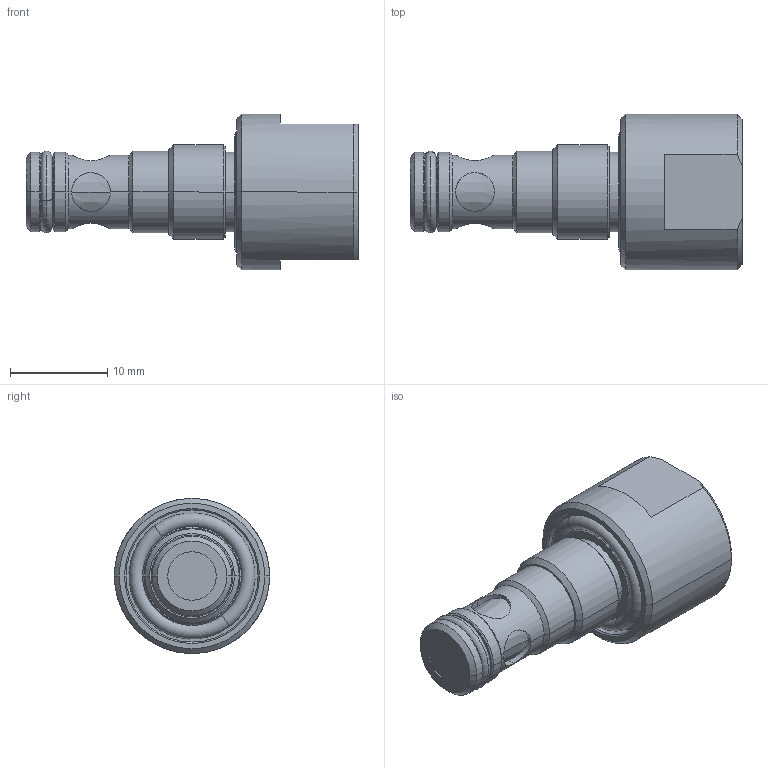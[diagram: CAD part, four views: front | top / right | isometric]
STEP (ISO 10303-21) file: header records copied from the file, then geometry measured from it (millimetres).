
FILE_DESCRIPTION(('STEP AP242'),'1');
FILE_NAME('coval_cvp90x12.stp','2020-06-01T20:07:04',('TraceParts'),('TraceParts S.A.'),'Spatial InterOp 3D',' ',' ');
FILE_SCHEMA(('AP242_MANAGED_MODEL_BASED_3D_ENGINEERING_MIM_LF {1 0 10303 442 1 1 4}'));
Length unit declared in the file: millimetre
Products named in the file (1): coval_cvp90x12_1
Bounding box: 34.2 x 16 x 16 mm (x, y, z)
Volume: 2853.4 mm3; surface area: 2536.3 mm2
Topology: 3 solids, 4 shells, 162 faces, 396 edges, 250 vertices
Faces by surface type: cone 50, bspline 41, cylinder 34, plane 25, torus 12
Entity records: 9062 total; most frequent: CARTESIAN_POINT 4275, ORIENTED_EDGE 792, DIRECTION 586, EDGE_CURVE 396, VERTEX_POINT 250, AXIS2_PLACEMENT_3D 246, B_SPLINE_CURVE_WITH_KNOTS 180, EDGE_LOOP 176
